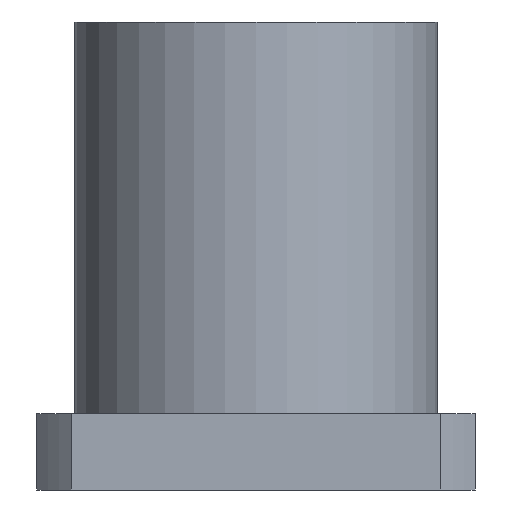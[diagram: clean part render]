
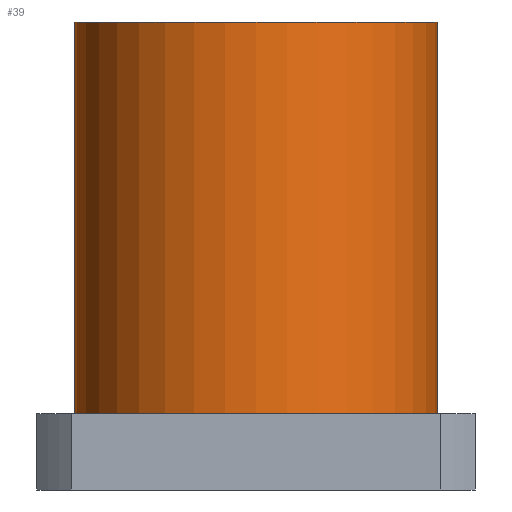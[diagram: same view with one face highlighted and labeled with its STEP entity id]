
A CAD part, front view. The second image highlights one B-rep face of the part: STEP entity #39.
In plain terms, the highlighted cylindrical face has radius 31 mm (diameter 62 mm), a partial arc.
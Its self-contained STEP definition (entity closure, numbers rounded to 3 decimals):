
#14 = DIRECTION ( 'NONE',  ( 0., 0., 1. ) ) ;
#39 = ADVANCED_FACE ( 'NONE', ( #108 ), #783, .T. ) ;
#42 = EDGE_LOOP ( 'NONE', ( #69, #774, #187, #1063 ) ) ;
#69 = ORIENTED_EDGE ( 'NONE', *, *, #110, .F. ) ;
#104 = VERTEX_POINT ( 'NONE', #508 ) ;
#108 = FACE_OUTER_BOUND ( 'NONE', #42, .T. ) ;
#110 = EDGE_CURVE ( 'NONE', #139, #104, #169, .T. ) ;
#139 = VERTEX_POINT ( 'NONE', #336 ) ;
#169 = LINE ( 'NONE', #433, #485 ) ;
#175 = DIRECTION ( 'NONE',  ( 1., 0., 0. ) ) ;
#187 = ORIENTED_EDGE ( 'NONE', *, *, #437, .T. ) ;
#216 = DIRECTION ( 'NONE',  ( 0., 0., 1. ) ) ;
#234 = CIRCLE ( 'NONE', #867, 31. ) ;
#240 = EDGE_CURVE ( 'NONE', #139, #868, #234, .T. ) ;
#248 = DIRECTION ( 'NONE',  ( 0., 0., 1. ) ) ;
#308 = CIRCLE ( 'NONE', #730, 31. ) ;
#336 = CARTESIAN_POINT ( 'NONE',  ( -31., 0., -27. ) ) ;
#433 = CARTESIAN_POINT ( 'NONE',  ( -31., 0., -27. ) ) ;
#437 = EDGE_CURVE ( 'NONE', #868, #876, #697, .T. ) ;
#444 = CARTESIAN_POINT ( 'NONE',  ( 31., 0., 40. ) ) ;
#485 = VECTOR ( 'NONE', #778, 1000. ) ;
#508 = CARTESIAN_POINT ( 'NONE',  ( -31., 0., 40. ) ) ;
#597 = DIRECTION ( 'NONE',  ( 1., 0., 0. ) ) ;
#617 = AXIS2_PLACEMENT_3D ( 'NONE', #722, #14, #175 ) ;
#680 = DIRECTION ( 'NONE',  ( 0., 0., 1. ) ) ;
#697 = LINE ( 'NONE', #759, #893 ) ;
#722 = CARTESIAN_POINT ( 'NONE',  ( 0., 0., -27. ) ) ;
#730 = AXIS2_PLACEMENT_3D ( 'NONE', #740, #216, #821 ) ;
#740 = CARTESIAN_POINT ( 'NONE',  ( 0., 0., 40. ) ) ;
#759 = CARTESIAN_POINT ( 'NONE',  ( 31., 0., -27. ) ) ;
#774 = ORIENTED_EDGE ( 'NONE', *, *, #240, .T. ) ;
#778 = DIRECTION ( 'NONE',  ( 0., 0., 1. ) ) ;
#783 = CYLINDRICAL_SURFACE ( 'NONE', #617, 31. ) ;
#821 = DIRECTION ( 'NONE',  ( 1., 0., 0. ) ) ;
#867 = AXIS2_PLACEMENT_3D ( 'NONE', #1112, #248, #597 ) ;
#868 = VERTEX_POINT ( 'NONE', #895 ) ;
#876 = VERTEX_POINT ( 'NONE', #444 ) ;
#893 = VECTOR ( 'NONE', #680, 1000. ) ;
#895 = CARTESIAN_POINT ( 'NONE',  ( 31., 0., -27. ) ) ;
#1018 = EDGE_CURVE ( 'NONE', #104, #876, #308, .T. ) ;
#1063 = ORIENTED_EDGE ( 'NONE', *, *, #1018, .F. ) ;
#1112 = CARTESIAN_POINT ( 'NONE',  ( 0., 0., -27. ) ) ;
